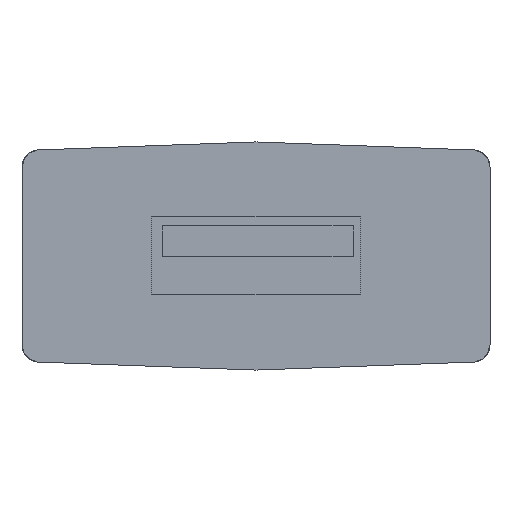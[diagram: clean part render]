
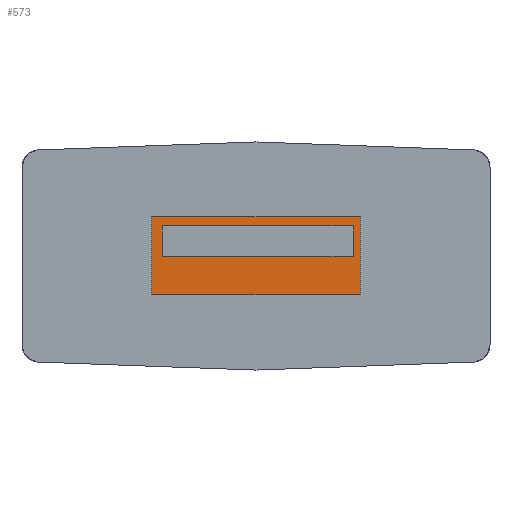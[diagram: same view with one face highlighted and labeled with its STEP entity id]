
A CAD part, front view. The second image highlights one B-rep face of the part: STEP entity #573.
In plain terms, the highlighted planar face has unit normal (0, -1, 0).
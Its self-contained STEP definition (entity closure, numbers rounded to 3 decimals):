
#44=FACE_BOUND('',#237,.T.);
#82=LINE('',#1284,#131);
#86=LINE('',#1292,#135);
#89=LINE('',#1298,#138);
#92=LINE('',#1303,#141);
#95=LINE('',#1310,#144);
#97=LINE('',#1314,#146);
#99=LINE('',#1318,#148);
#101=LINE('',#1321,#150);
#131=VECTOR('',#680,10.);
#135=VECTOR('',#686,10.);
#138=VECTOR('',#691,10.);
#141=VECTOR('',#696,10.);
#144=VECTOR('',#703,10.);
#146=VECTOR('',#707,10.);
#148=VECTOR('',#711,10.);
#150=VECTOR('',#715,10.);
#173=PLANE('',#617);
#201=FACE_OUTER_BOUND('',#236,.T.);
#236=EDGE_LOOP('',(#503,#504,#505,#506));
#237=EDGE_LOOP('',(#507,#508,#509,#510));
#298=VERTEX_POINT('',#1282);
#299=VERTEX_POINT('',#1283);
#302=VERTEX_POINT('',#1291);
#304=VERTEX_POINT('',#1297);
#306=VERTEX_POINT('',#1307);
#307=VERTEX_POINT('',#1309);
#308=VERTEX_POINT('',#1313);
#309=VERTEX_POINT('',#1317);
#363=EDGE_CURVE('',#298,#299,#82,.T.);
#367=EDGE_CURVE('',#302,#298,#86,.T.);
#370=EDGE_CURVE('',#304,#302,#89,.T.);
#373=EDGE_CURVE('',#299,#304,#92,.T.);
#376=EDGE_CURVE('',#307,#306,#95,.T.);
#378=EDGE_CURVE('',#308,#307,#97,.T.);
#380=EDGE_CURVE('',#309,#308,#99,.T.);
#382=EDGE_CURVE('',#306,#309,#101,.T.);
#503=ORIENTED_EDGE('',*,*,#382,.T.);
#504=ORIENTED_EDGE('',*,*,#380,.T.);
#505=ORIENTED_EDGE('',*,*,#378,.T.);
#506=ORIENTED_EDGE('',*,*,#376,.T.);
#507=ORIENTED_EDGE('',*,*,#363,.T.);
#508=ORIENTED_EDGE('',*,*,#373,.T.);
#509=ORIENTED_EDGE('',*,*,#370,.T.);
#510=ORIENTED_EDGE('',*,*,#367,.T.);
#573=ADVANCED_FACE('',(#201,#44),#173,.T.);
#617=AXIS2_PLACEMENT_3D('',#1322,#716,#717);
#680=DIRECTION('',(0.,0.,1.));
#686=DIRECTION('',(-1.,0.,0.));
#691=DIRECTION('',(0.,0.,-1.));
#696=DIRECTION('',(1.,0.,0.));
#703=DIRECTION('',(0.,0.,1.));
#707=DIRECTION('',(1.,0.,0.));
#711=DIRECTION('',(0.,0.,-1.));
#715=DIRECTION('',(-1.,0.,0.));
#716=DIRECTION('center_axis',(0.,-1.,0.));
#717=DIRECTION('ref_axis',(0.,0.,-1.));
#1282=CARTESIAN_POINT('',(-5.41,-13.,-0.031));
#1283=CARTESIAN_POINT('',(-5.41,-13.,1.736));
#1284=CARTESIAN_POINT('',(-5.41,-13.,-0.015));
#1291=CARTESIAN_POINT('',(5.601,-13.,-0.031));
#1292=CARTESIAN_POINT('',(2.801,-13.,-0.031));
#1297=CARTESIAN_POINT('',(5.601,-13.,1.736));
#1298=CARTESIAN_POINT('',(5.601,-13.,0.868));
#1303=CARTESIAN_POINT('',(-2.705,-13.,1.736));
#1307=CARTESIAN_POINT('',(6.025,-13.,2.25));
#1309=CARTESIAN_POINT('',(6.025,-13.,-2.25));
#1310=CARTESIAN_POINT('',(6.025,-13.,2.25));
#1313=CARTESIAN_POINT('',(-6.025,-13.,-2.25));
#1314=CARTESIAN_POINT('',(6.025,-13.,-2.25));
#1317=CARTESIAN_POINT('',(-6.025,-13.,2.25));
#1318=CARTESIAN_POINT('',(-6.025,-13.,-2.25));
#1321=CARTESIAN_POINT('',(-6.025,-13.,2.25));
#1322=CARTESIAN_POINT('Origin',(0.,-13.,0.));
